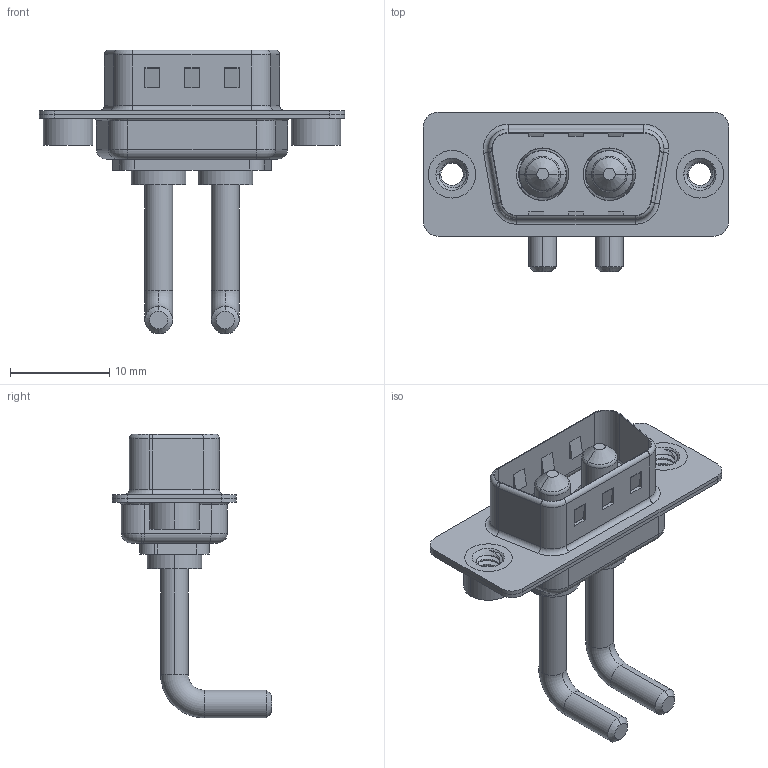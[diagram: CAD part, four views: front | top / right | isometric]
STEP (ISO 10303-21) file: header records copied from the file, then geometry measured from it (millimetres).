
FILE_DESCRIPTION (( 'STEP AP203' ), '1' );
FILE_NAME ('629-2W2-650-2NA.STEP', '2022-05-04T02:38:07', ( '' ), ( '' ), 'SwSTEP 2.0', 'SolidWorks 2020', '' );
FILE_SCHEMA (( 'CONFIG_CONTROL_DESIGN' ));
Length unit declared in the file: millimetre
Products named in the file (6): 629Combo Shell Front_09 Contacts; 629Combo Shell Rear_09 Contacts; 629Combo Housing_2W2; Power Pin_Ext 20A RA; 629Combo Threaded Rivet_2; 629-2W2-650-2NA
Assembly tree (7 placements, depth 2):
  629-2W2-650-2NA
    629Combo Housing_2W2
    629Combo Shell Rear_09 Contacts
    629Combo Shell Front_09 Contacts
    629Combo Threaded Rivet_2  x2
    Power Pin_Ext 20A RA  x2
Bounding box: 30.8 x 16.05 x 28.63 mm (x, y, z)
Volume: 1674.5 mm3; surface area: 3900.9 mm2
Topology: 9 solids, 9 shells, 390 faces, 941 edges, 586 vertices
Faces by surface type: cylinder 171, plane 127, torus 58, cone 26, bspline 8
Entity records: 11558 total; most frequent: CARTESIAN_POINT 3171, DIRECTION 1713, ORIENTED_EDGE 1556, EDGE_CURVE 778, AXIS2_PLACEMENT_3D 661, VERTEX_POINT 486, VECTOR 391, LINE 391
